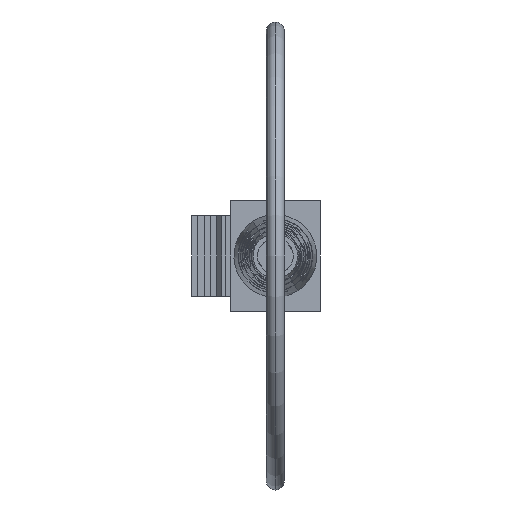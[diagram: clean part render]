
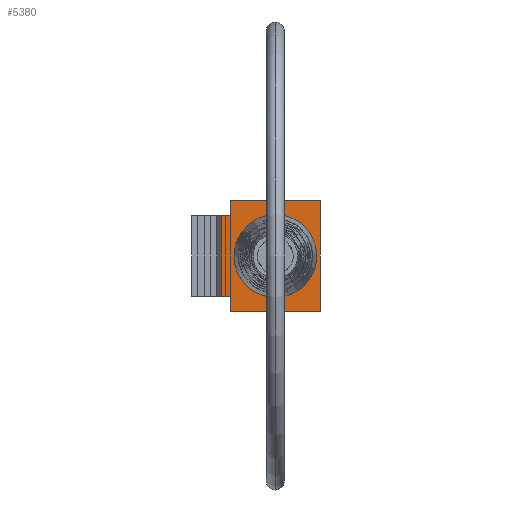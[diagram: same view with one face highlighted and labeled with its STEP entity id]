
A CAD part, left-side view. The second image highlights one B-rep face of the part: STEP entity #5380.
In plain terms, the highlighted face is planar.
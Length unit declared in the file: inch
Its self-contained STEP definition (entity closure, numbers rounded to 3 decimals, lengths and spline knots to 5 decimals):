
#1448 = CARTESIAN_POINT ( 'NONE',  ( -0.1925, 0., 0.1575 ) ) ;
#1449 = LINE ( 'NONE', #1448, #1597 ) ;
#1450 = CARTESIAN_POINT ( 'NONE',  ( 0., 0., 0.075 ) ) ;
#1518 = CARTESIAN_POINT ( 'NONE',  ( -0.1925, 0., -0.1575 ) ) ;
#1519 = DIRECTION ( 'NONE',  ( 0., 0., 1. ) ) ;
#1520 = VECTOR ( 'NONE', #1519, 39.37008 ) ;
#1526 = DIRECTION ( 'NONE',  ( 0., 0., -1. ) ) ;
#1527 = DIRECTION ( 'NONE',  ( 0., -1., 0. ) ) ;
#1528 = CARTESIAN_POINT ( 'NONE',  ( 0., 0., 0. ) ) ;
#1529 = AXIS2_PLACEMENT_3D ( 'NONE', #1528, #1527, #1526 ) ;
#1530 = CIRCLE ( 'NONE', #1529, 0.075 ) ;
#1556 = CARTESIAN_POINT ( 'NONE',  ( -0.1925, 0., 0.1575 ) ) ;
#1572 = CARTESIAN_POINT ( 'NONE',  ( -0.1925, 0., 0.1575 ) ) ;
#1573 = LINE ( 'NONE', #1572, #1520 ) ;
#1575 = DIRECTION ( 'NONE',  ( 0., 0., -1. ) ) ;
#1576 = DIRECTION ( 'NONE',  ( 0., -1., 0. ) ) ;
#1577 = CARTESIAN_POINT ( 'NONE',  ( -0.1925, 0., -0.1575 ) ) ;
#1578 = AXIS2_PLACEMENT_3D ( 'NONE', #1577, #1576, #1575 ) ;
#1579 = PLANE ( 'NONE',  #1578 ) ;
#1581 = FACE_BOUND ( 'NONE', #5367, .T. ) ;
#1582 = FACE_OUTER_BOUND ( 'NONE', #5381, .T. ) ;
#1596 = DIRECTION ( 'NONE',  ( 1., 0., 0. ) ) ;
#1597 = VECTOR ( 'NONE', #1596, 39.37008 ) ;
#1606 = DIRECTION ( 'NONE',  ( -1., 0., 0. ) ) ;
#1607 = VECTOR ( 'NONE', #1606, 39.37008 ) ;
#1608 = CARTESIAN_POINT ( 'NONE',  ( -0.1925, 0., -0.1575 ) ) ;
#1609 = LINE ( 'NONE', #1608, #1607 ) ;
#1614 = LINE ( 'NONE', #1668, #1667 ) ;
#1622 = CARTESIAN_POINT ( 'NONE',  ( 0.1925, 0., 0.1575 ) ) ;
#1623 = DIRECTION ( 'NONE',  ( 0., 0., -1. ) ) ;
#1624 = VECTOR ( 'NONE', #1623, 39.37008 ) ;
#1625 = CARTESIAN_POINT ( 'NONE',  ( 0.1925, 0., 0.1575 ) ) ;
#1626 = LINE ( 'NONE', #1625, #1624 ) ;
#1636 = DIRECTION ( 'NONE',  ( 0., 0., -1. ) ) ;
#1637 = VECTOR ( 'NONE', #1636, 39.37008 ) ;
#1638 = CARTESIAN_POINT ( 'NONE',  ( 0.14, 0., 0.1575 ) ) ;
#1639 = LINE ( 'NONE', #1638, #1637 ) ;
#1645 = CARTESIAN_POINT ( 'NONE',  ( -0.14, 0., 0.18729 ) ) ;
#1646 = DIRECTION ( 'NONE',  ( -1., 0., 0. ) ) ;
#1647 = VECTOR ( 'NONE', #1646, 39.37008 ) ;
#1648 = CARTESIAN_POINT ( 'NONE',  ( 0.14, 0., 0.18729 ) ) ;
#1649 = LINE ( 'NONE', #1648, #1647 ) ;
#1659 = CARTESIAN_POINT ( 'NONE',  ( -0.14, 0., 0.1575 ) ) ;
#1660 = DIRECTION ( 'NONE',  ( 0., 0., -1. ) ) ;
#1661 = VECTOR ( 'NONE', #1660, 39.37008 ) ;
#1662 = CARTESIAN_POINT ( 'NONE',  ( -0.14, 0., 0.1575 ) ) ;
#1663 = LINE ( 'NONE', #1662, #1661 ) ;
#1664 = CARTESIAN_POINT ( 'NONE',  ( 0.14, 0., 0.18729 ) ) ;
#1665 = CARTESIAN_POINT ( 'NONE',  ( 0.14, 0., 0.1575 ) ) ;
#1666 = DIRECTION ( 'NONE',  ( 1., 0., 0. ) ) ;
#1667 = VECTOR ( 'NONE', #1666, 39.37008 ) ;
#1668 = CARTESIAN_POINT ( 'NONE',  ( -0.1925, 0., 0.1575 ) ) ;
#1693 = CARTESIAN_POINT ( 'NONE',  ( 0., 0., -0.075 ) ) ;
#1882 = CARTESIAN_POINT ( 'NONE',  ( 0.1925, 0., -0.1575 ) ) ;
#1920 = AXIS2_PLACEMENT_3D ( 'NONE', #1932, #1931, #1930 ) ;
#1921 = CIRCLE ( 'NONE', #1920, 0.075 ) ;
#1930 = DIRECTION ( 'NONE',  ( 0., 0., -1. ) ) ;
#1931 = DIRECTION ( 'NONE',  ( 0., -1., 0. ) ) ;
#1932 = CARTESIAN_POINT ( 'NONE',  ( 0., 0., 0. ) ) ;
#5330 = EDGE_CURVE ( 'NONE', #5331, #5338, #1573, .T. ) ;
#5331 = VERTEX_POINT ( 'NONE', #1518 ) ;
#5338 = VERTEX_POINT ( 'NONE', #1556 ) ;
#5364 = VERTEX_POINT ( 'NONE', #1450 ) ;
#5365 = ORIENTED_EDGE ( 'NONE', *, *, #5366, .F. ) ;
#5366 = EDGE_CURVE ( 'NONE', #5338, #5507, #1449, .T. ) ;
#5367 = EDGE_LOOP ( 'NONE', ( #5368, #5541 ) ) ;
#5368 = ORIENTED_EDGE ( 'NONE', *, *, #5540, .F. ) ;
#5373 = ORIENTED_EDGE ( 'NONE', *, *, #5330, .F. ) ;
#5380 = ADVANCED_FACE ( 'NONE', ( #1582, #1581 ), #1579, .T. ) ;
#5381 = EDGE_LOOP ( 'NONE', ( #5373, #5536, #5438, #5497, #5444, #5446, #5505, #5365 ) ) ;
#5387 = EDGE_CURVE ( 'NONE', #5436, #5364, #1530, .T. ) ;
#5436 = VERTEX_POINT ( 'NONE', #1693 ) ;
#5437 = EDGE_CURVE ( 'NONE', #5537, #5331, #1609, .T. ) ;
#5438 = ORIENTED_EDGE ( 'NONE', *, *, #5439, .F. ) ;
#5439 = EDGE_CURVE ( 'NONE', #5440, #5537, #1626, .T. ) ;
#5440 = VERTEX_POINT ( 'NONE', #1622 ) ;
#5444 = ORIENTED_EDGE ( 'NONE', *, *, #5445, .F. ) ;
#5445 = EDGE_CURVE ( 'NONE', #5500, #5499, #1639, .T. ) ;
#5446 = ORIENTED_EDGE ( 'NONE', *, *, #5447, .T. ) ;
#5447 = EDGE_CURVE ( 'NONE', #5500, #5448, #1649, .T. ) ;
#5448 = VERTEX_POINT ( 'NONE', #1645 ) ;
#5497 = ORIENTED_EDGE ( 'NONE', *, *, #5498, .F. ) ;
#5498 = EDGE_CURVE ( 'NONE', #5499, #5440, #1614, .T. ) ;
#5499 = VERTEX_POINT ( 'NONE', #1665 ) ;
#5500 = VERTEX_POINT ( 'NONE', #1664 ) ;
#5505 = ORIENTED_EDGE ( 'NONE', *, *, #5506, .T. ) ;
#5506 = EDGE_CURVE ( 'NONE', #5448, #5507, #1663, .T. ) ;
#5507 = VERTEX_POINT ( 'NONE', #1659 ) ;
#5536 = ORIENTED_EDGE ( 'NONE', *, *, #5437, .F. ) ;
#5537 = VERTEX_POINT ( 'NONE', #1882 ) ;
#5540 = EDGE_CURVE ( 'NONE', #5364, #5436, #1921, .T. ) ;
#5541 = ORIENTED_EDGE ( 'NONE', *, *, #5387, .F. ) ;
